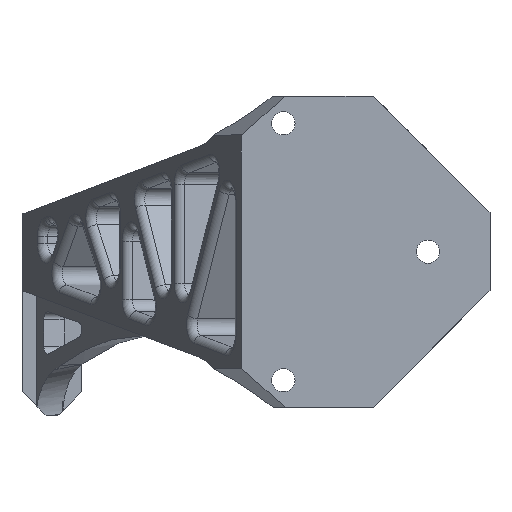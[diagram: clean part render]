
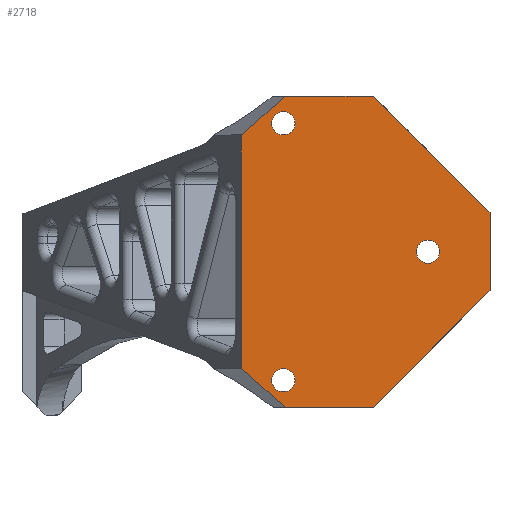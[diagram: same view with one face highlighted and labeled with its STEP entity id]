
A CAD part, top view. The second image highlights one B-rep face of the part: STEP entity #2718.
In plain terms, the highlighted planar face has unit normal (0, 0, 1).
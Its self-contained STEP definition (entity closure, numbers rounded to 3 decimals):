
#51=FACE_BOUND('',#966,.T.);
#52=FACE_BOUND('',#967,.T.);
#53=FACE_BOUND('',#968,.T.);
#114=PLANE('',#3033);
#203=LINE('',#4408,#417);
#306=LINE('',#5010,#520);
#312=LINE('',#5025,#526);
#315=LINE('',#5030,#529);
#318=LINE('',#5040,#532);
#325=LINE('',#5057,#539);
#327=LINE('',#5060,#541);
#328=LINE('',#5062,#542);
#417=VECTOR('',#3308,10.);
#520=VECTOR('',#3795,10.);
#526=VECTOR('',#3809,10.);
#529=VECTOR('',#3814,10.);
#532=VECTOR('',#3825,10.);
#539=VECTOR('',#3842,10.);
#541=VECTOR('',#3846,10.);
#542=VECTOR('',#3849,10.);
#803=FACE_OUTER_BOUND('',#965,.T.);
#965=EDGE_LOOP('',(#2556,#2557,#2558,#2559,#2560,#2561,#2562,#2563));
#966=EDGE_LOOP('',(#2564));
#967=EDGE_LOOP('',(#2565));
#968=EDGE_LOOP('',(#2566));
#1094=CIRCLE('',#2963,1.5);
#1096=CIRCLE('',#2966,1.5);
#1098=CIRCLE('',#2969,1.5);
#1217=VERTEX_POINT('',#4404);
#1219=VERTEX_POINT('',#4407);
#1316=VERTEX_POINT('',#4756);
#1318=VERTEX_POINT('',#4762);
#1320=VERTEX_POINT('',#4768);
#1343=VERTEX_POINT('',#5008);
#1347=VERTEX_POINT('',#5022);
#1348=VERTEX_POINT('',#5024);
#1352=VERTEX_POINT('',#5038);
#1356=VERTEX_POINT('',#5054);
#1357=VERTEX_POINT('',#5056);
#1517=EDGE_CURVE('',#1217,#1219,#203,.T.);
#1672=EDGE_CURVE('',#1316,#1316,#1094,.T.);
#1675=EDGE_CURVE('',#1318,#1318,#1096,.T.);
#1678=EDGE_CURVE('',#1320,#1320,#1098,.T.);
#1734=EDGE_CURVE('',#1343,#1219,#306,.T.);
#1741=EDGE_CURVE('',#1348,#1347,#312,.T.);
#1744=EDGE_CURVE('',#1347,#1343,#315,.T.);
#1749=EDGE_CURVE('',#1352,#1217,#318,.T.);
#1757=EDGE_CURVE('',#1356,#1357,#325,.T.);
#1759=EDGE_CURVE('',#1348,#1356,#327,.T.);
#1760=EDGE_CURVE('',#1357,#1352,#328,.T.);
#2556=ORIENTED_EDGE('',*,*,#1749,.F.);
#2557=ORIENTED_EDGE('',*,*,#1760,.F.);
#2558=ORIENTED_EDGE('',*,*,#1757,.F.);
#2559=ORIENTED_EDGE('',*,*,#1759,.F.);
#2560=ORIENTED_EDGE('',*,*,#1741,.T.);
#2561=ORIENTED_EDGE('',*,*,#1744,.T.);
#2562=ORIENTED_EDGE('',*,*,#1734,.T.);
#2563=ORIENTED_EDGE('',*,*,#1517,.F.);
#2564=ORIENTED_EDGE('',*,*,#1672,.T.);
#2565=ORIENTED_EDGE('',*,*,#1675,.T.);
#2566=ORIENTED_EDGE('',*,*,#1678,.T.);
#2718=ADVANCED_FACE('',(#803,#51,#52,#53),#114,.T.);
#2963=AXIS2_PLACEMENT_3D('',#4758,#3651,#3652);
#2966=AXIS2_PLACEMENT_3D('',#4764,#3658,#3659);
#2969=AXIS2_PLACEMENT_3D('',#4770,#3665,#3666);
#3033=AXIS2_PLACEMENT_3D('',#5063,#3850,#3851);
#3308=DIRECTION('',(0.,1.,0.));
#3651=DIRECTION('center_axis',(0.,0.,-1.));
#3652=DIRECTION('ref_axis',(0.,1.,0.));
#3658=DIRECTION('center_axis',(0.,0.,-1.));
#3659=DIRECTION('ref_axis',(0.,1.,0.));
#3665=DIRECTION('center_axis',(0.,0.,-1.));
#3666=DIRECTION('ref_axis',(0.,1.,0.));
#3795=DIRECTION('',(-0.749,-0.663,0.));
#3809=DIRECTION('',(-0.707,0.707,0.));
#3814=DIRECTION('',(-1.,0.,0.));
#3825=DIRECTION('',(-0.749,0.663,0.));
#3842=DIRECTION('',(-0.707,-0.707,0.));
#3846=DIRECTION('',(0.,-1.,0.));
#3849=DIRECTION('',(-1.,0.,0.));
#3850=DIRECTION('center_axis',(0.,0.,1.));
#3851=DIRECTION('ref_axis',(-1.,0.,0.));
#4404=CARTESIAN_POINT('',(-113.,-15.,-18.));
#4407=CARTESIAN_POINT('',(-113.,15.,-18.));
#4408=CARTESIAN_POINT('',(-113.,0.,-18.));
#4756=CARTESIAN_POINT('',(-107.615,-18.,-18.));
#4758=CARTESIAN_POINT('Origin',(-107.615,-16.5,-18.));
#4762=CARTESIAN_POINT('',(-107.615,15.,-18.));
#4764=CARTESIAN_POINT('Origin',(-107.615,16.5,-18.));
#4768=CARTESIAN_POINT('',(-89.034,-1.5,-18.));
#4770=CARTESIAN_POINT('Origin',(-89.034,0.,
-18.));
#5008=CARTESIAN_POINT('',(-107.35,20.,-18.));
#5010=CARTESIAN_POINT('',(-106.153,21.059,-18.));
#5022=CARTESIAN_POINT('',(-96.069,20.,-18.));
#5024=CARTESIAN_POINT('',(-81.069,5.,-18.));
#5025=CARTESIAN_POINT('',(-83.569,7.5,-18.));
#5030=CARTESIAN_POINT('',(-81.069,20.,-18.));
#5038=CARTESIAN_POINT('',(-107.35,-20.,-18.));
#5040=CARTESIAN_POINT('',(-106.153,-21.059,-18.));
#5054=CARTESIAN_POINT('',(-81.069,-5.,-18.));
#5056=CARTESIAN_POINT('',(-96.069,-20.,-18.));
#5057=CARTESIAN_POINT('',(-83.569,-7.5,-18.));
#5060=CARTESIAN_POINT('',(-81.069,0.,-18.));
#5062=CARTESIAN_POINT('',(-81.069,-20.,-18.));
#5063=CARTESIAN_POINT('Origin',(-81.069,0.,
-18.));
